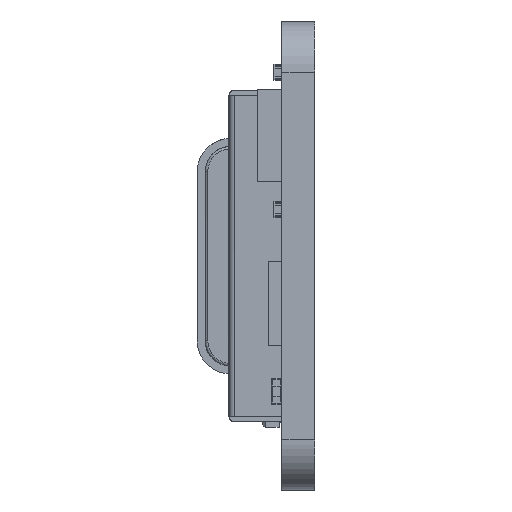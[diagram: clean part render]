
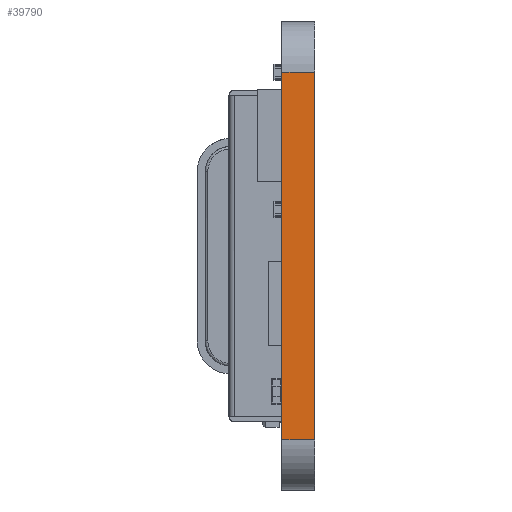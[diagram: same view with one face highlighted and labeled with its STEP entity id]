
A CAD part, left-side view. The second image highlights one B-rep face of the part: STEP entity #39790.
In plain terms, the highlighted free-form (B-spline) face has degree [1, 1] with [2, 2] control points.
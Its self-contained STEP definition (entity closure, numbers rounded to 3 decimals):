
#25231 = VERTEX_POINT('',#25232);
#25232 = CARTESIAN_POINT('',(-9.261,-0.267,
    0.933));
#25238 = EDGE_CURVE('',#25239,#25231,#25241,.T.);
#25239 = VERTEX_POINT('',#25240);
#25240 = CARTESIAN_POINT('',(-9.261,-0.267,
    -13.983));
#25241 = B_SPLINE_CURVE_WITH_KNOTS('',1,(#25242,#25243),.UNSPECIFIED.,
  .F.,.F.,(2,2),(0.,13.97),.PIECEWISE_BEZIER_KNOTS.);
#25242 = CARTESIAN_POINT('',(-9.261,-0.267,
    -13.983));
#25243 = CARTESIAN_POINT('',(-9.261,-0.267,
    0.933));
#27959 = VERTEX_POINT('',#27960);
#27960 = CARTESIAN_POINT('',(-9.261,1.068,
    -13.983));
#27966 = EDGE_CURVE('',#27959,#27967,#27969,.T.);
#27967 = VERTEX_POINT('',#27968);
#27968 = CARTESIAN_POINT('',(-9.261,1.068,
    0.933));
#27969 = B_SPLINE_CURVE_WITH_KNOTS('',1,(#27970,#27971),.UNSPECIFIED.,
  .F.,.F.,(2,2),(0.,13.97),.PIECEWISE_BEZIER_KNOTS.);
#27970 = CARTESIAN_POINT('',(-9.261,1.068,
    -13.983));
#27971 = CARTESIAN_POINT('',(-9.261,1.068,
    0.933));
#39776 = EDGE_CURVE('',#25239,#27959,#39777,.T.);
#39777 = B_SPLINE_CURVE_WITH_KNOTS('',1,(#39778,#39779),.UNSPECIFIED.,
  .F.,.F.,(2,2),(-0.25,1.),.PIECEWISE_BEZIER_KNOTS.);
#39778 = CARTESIAN_POINT('',(-9.261,-0.267,
    -13.983));
#39779 = CARTESIAN_POINT('',(-9.261,1.068,
    -13.983));
#39790 = ADVANCED_FACE('',(#39791),#39801,.T.);
#39791 = FACE_BOUND('',#39792,.T.);
#39792 = EDGE_LOOP('',(#39793,#39798,#39799,#39800));
#39793 = ORIENTED_EDGE('',*,*,#39794,.T.);
#39794 = EDGE_CURVE('',#25231,#27967,#39795,.T.);
#39795 = B_SPLINE_CURVE_WITH_KNOTS('',1,(#39796,#39797),.UNSPECIFIED.,
  .F.,.F.,(2,2),(-0.25,1.),.PIECEWISE_BEZIER_KNOTS.);
#39796 = CARTESIAN_POINT('',(-9.261,-0.267,
    0.933));
#39797 = CARTESIAN_POINT('',(-9.261,1.068,
    0.933));
#39798 = ORIENTED_EDGE('',*,*,#27966,.F.);
#39799 = ORIENTED_EDGE('',*,*,#39776,.F.);
#39800 = ORIENTED_EDGE('',*,*,#25238,.T.);
#39801 = B_SPLINE_SURFACE_WITH_KNOTS('',1,1,(
    (#39802,#39803)
    ,(#39804,#39805
    )),.UNSPECIFIED.,.F.,.F.,.F.,(2,2),(2,2),(0.,13.97),(-0.25,1.),
  .PIECEWISE_BEZIER_KNOTS.);
#39802 = CARTESIAN_POINT('',(-9.261,-0.267,
    -13.983));
#39803 = CARTESIAN_POINT('',(-9.261,1.068,
    -13.983));
#39804 = CARTESIAN_POINT('',(-9.261,-0.267,
    0.933));
#39805 = CARTESIAN_POINT('',(-9.261,1.068,
    0.933));
